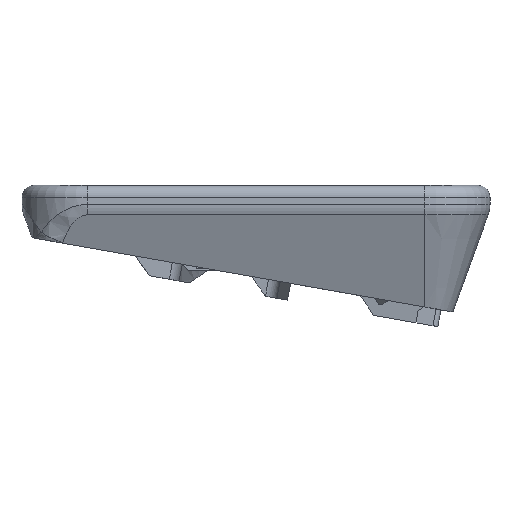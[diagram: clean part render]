
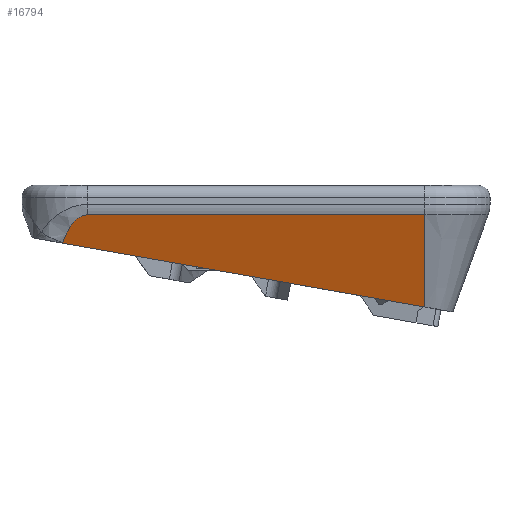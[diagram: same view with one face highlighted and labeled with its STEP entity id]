
A CAD part, front view. The second image highlights one B-rep face of the part: STEP entity #16794.
In plain terms, the highlighted planar face has unit normal (0, -0.94, -0.342).
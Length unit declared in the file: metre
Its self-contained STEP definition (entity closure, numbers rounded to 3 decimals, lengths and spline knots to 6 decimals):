
#783=LINE('',#24463,#2456);
#1245=LINE('',#26088,#2918);
#1246=LINE('',#26090,#2919);
#1247=LINE('',#26094,#2920);
#2456=VECTOR('',#19313,1.);
#2918=VECTOR('',#20633,1.);
#2919=VECTOR('',#20634,1.);
#2920=VECTOR('',#20637,1.);
#4102=ELLIPSE('',#18025,0.024852,0.0085);
#5543=ORIENTED_EDGE('',*,*,#10299,.T.);
#5544=ORIENTED_EDGE('',*,*,#10300,.T.);
#5545=ORIENTED_EDGE('',*,*,#10301,.T.);
#5546=ORIENTED_EDGE('',*,*,#10302,.T.);
#5547=ORIENTED_EDGE('',*,*,#9580,.F.);
#9580=EDGE_CURVE('',#12130,#12131,#783,.T.);
#10299=EDGE_CURVE('',#12130,#12650,#1245,.T.);
#10300=EDGE_CURVE('',#12650,#12651,#1246,.F.);
#10301=EDGE_CURVE('',#12651,#12652,#4102,.T.);
#10302=EDGE_CURVE('',#12652,#12131,#1247,.T.);
#12130=VERTEX_POINT('',#24462);
#12131=VERTEX_POINT('',#24464);
#12650=VERTEX_POINT('',#26089);
#12651=VERTEX_POINT('',#26091);
#12652=VERTEX_POINT('',#26093);
#14260=EDGE_LOOP('',(#5543,#5544,#5545,#5546,#5547));
#15287=FACE_BOUND('',#14260,.T.);
#16207=PLANE('',#18024);
#16794=ADVANCED_FACE('',(#15287),#16207,.T.);
#18024=AXIS2_PLACEMENT_3D('',#26087,#20631,#20632);
#18025=AXIS2_PLACEMENT_3D('',#26092,#20635,#20636);
#19313=DIRECTION('',(-0.983,-0.063,0.173));
#20631=DIRECTION('',(0.,-0.94,-0.342));
#20632=DIRECTION('',(1.,0.,0.));
#20633=DIRECTION('',(0.,-0.342,0.94));
#20634=DIRECTION('',(1.,0.,0.));
#20635=DIRECTION('',(0.,-0.94,-0.342));
#20636=DIRECTION('',(0.,0.342,-0.94));
#20637=DIRECTION('',(0.,0.342,-0.94));
#24462=CARTESIAN_POINT('',(0.0751,-0.044647,-0.000285));
#24463=CARTESIAN_POINT('',(0.03803,-0.047026,0.006251));
#24464=CARTESIAN_POINT('',(-0.0139,-0.050358,0.015408));
#26087=CARTESIAN_POINT('',(0.0381,-0.047153,0.0066));
#26088=CARTESIAN_POINT('',(0.0751,-0.047153,0.0066));
#26089=CARTESIAN_POINT('',(0.0751,-0.052888,0.022357));
#26090=CARTESIAN_POINT('',(0.0381,-0.052888,0.022357));
#26091=CARTESIAN_POINT('',(-0.0079,-0.052888,0.022357));
#26092=CARTESIAN_POINT('',(-0.0079,-0.044388,-0.000996));
#26093=CARTESIAN_POINT('',(-0.0139,-0.050408,0.015546));
#26094=CARTESIAN_POINT('',(-0.0139,-0.05334,0.0236));
